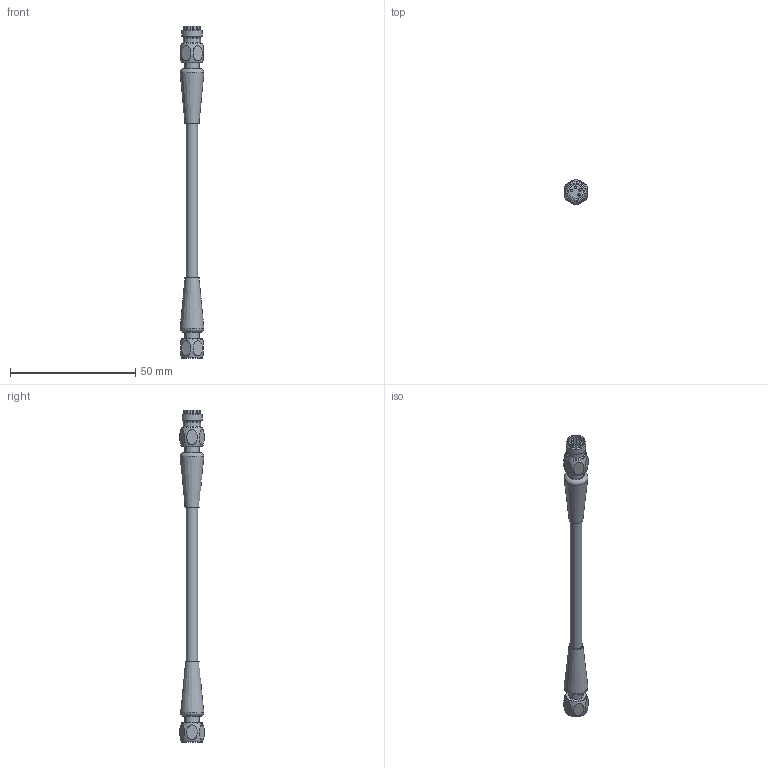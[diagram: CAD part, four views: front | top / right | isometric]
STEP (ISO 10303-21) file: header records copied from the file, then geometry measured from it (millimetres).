
FILE_DESCRIPTION(/* description */ (''),/* implementation_level */ '2;1');
FILE_NAME(/* name */ 'FB-SKP4-m-FB-SSP4_S3930.stp',/* time_stamp */ '2014-09-24T11:52:07+02:00',/* author */ (''),/* organization */ (''),/* preprocessor_version */ 'ST-DEVELOPER v14',/* originating_system */ 'SIEMENS PLM Software NX 8.0',/* authorisation */ '');
FILE_SCHEMA (('AUTOMOTIVE_DESIGN { 1 0 10303 214 3 1 1 1 }'));
Length unit declared in the file: millimetre
Products named in the file (1): 5012192__Leitung_D_4_4_ohne_Litzen_part_81320
Bounding box: 9.5 x 9.91 x 132.71 mm (x, y, z)
Volume: 4292.2 mm3; surface area: 3302.7 mm2
Topology: 1 solids, 1 shells, 72 faces, 137 edges, 94 vertices
Faces by surface type: plane 31, cylinder 20, torus 10, cone 5, sphere 4, bspline 2
Full cylindrical faces by diameter (mm): 1 x4, 1.1 x4, 4.6 x1, 5.7 x3, 5.8 x1, 6.28 x1, 6.9 x3, 7.1 x1, 7.2 x1, 8 x1
Entity records: 1966 total; most frequent: CARTESIAN_POINT 735, DIRECTION 264, EDGE_LOOP 142, ORIENTED_EDGE 142, AXIS2_PLACEMENT_3D 132, FACE_BOUND 122, ADVANCED_FACE 72, VERTEX_POINT 71
